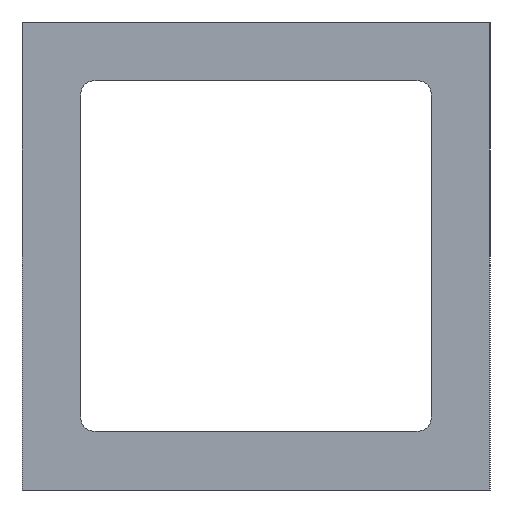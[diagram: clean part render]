
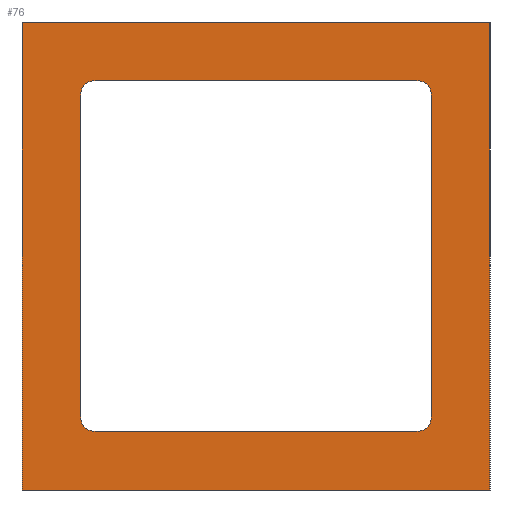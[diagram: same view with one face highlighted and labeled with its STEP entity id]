
A CAD part, left-side view. The second image highlights one B-rep face of the part: STEP entity #76.
In plain terms, the highlighted planar face has unit normal (-1, 0, 0).
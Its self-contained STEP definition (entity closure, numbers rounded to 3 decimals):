
#76 = ADVANCED_FACE( '', ( #92, #93 ), #94, .F. );
#92 = FACE_BOUND( '', #122, .T. );
#93 = FACE_OUTER_BOUND( '', #123, .T. );
#94 = PLANE( '', #124 );
#122 = EDGE_LOOP( '', ( #157, #158, #159, #160, #161, #162, #163, #164 ) );
#123 = EDGE_LOOP( '', ( #165, #166, #167, #168 ) );
#124 = AXIS2_PLACEMENT_3D( '', #169, #170, #171 );
#157 = ORIENTED_EDGE( '', *, *, #268, .T. );
#158 = ORIENTED_EDGE( '', *, *, #269, .T. );
#159 = ORIENTED_EDGE( '', *, *, #270, .T. );
#160 = ORIENTED_EDGE( '', *, *, #271, .T. );
#161 = ORIENTED_EDGE( '', *, *, #272, .T. );
#162 = ORIENTED_EDGE( '', *, *, #273, .T. );
#163 = ORIENTED_EDGE( '', *, *, #274, .T. );
#164 = ORIENTED_EDGE( '', *, *, #275, .T. );
#165 = ORIENTED_EDGE( '', *, *, #264, .F. );
#166 = ORIENTED_EDGE( '', *, *, #276, .F. );
#167 = ORIENTED_EDGE( '', *, *, #277, .F. );
#168 = ORIENTED_EDGE( '', *, *, #278, .F. );
#169 = CARTESIAN_POINT( '', ( -200., -80., -80. ) );
#170 = DIRECTION( '', ( 1., 0., 0. ) );
#171 = DIRECTION( '', ( 0., 1., 0. ) );
#264 = EDGE_CURVE( '', #300, #301, #302, .T. );
#268 = EDGE_CURVE( '', #308, #309, #310, .T. );
#269 = EDGE_CURVE( '', #309, #311, #312, .T. );
#270 = EDGE_CURVE( '', #311, #313, #314, .T. );
#271 = EDGE_CURVE( '', #313, #315, #316, .T. );
#272 = EDGE_CURVE( '', #315, #317, #318, .T. );
#273 = EDGE_CURVE( '', #317, #319, #320, .T. );
#274 = EDGE_CURVE( '', #319, #321, #322, .T. );
#275 = EDGE_CURVE( '', #321, #308, #323, .T. );
#276 = EDGE_CURVE( '', #324, #300, #325, .T. );
#277 = EDGE_CURVE( '', #326, #324, #327, .T. );
#278 = EDGE_CURVE( '', #301, #326, #328, .T. );
#300 = VERTEX_POINT( '', #360 );
#301 = VERTEX_POINT( '', #361 );
#302 = LINE( '', #362, #363 );
#308 = VERTEX_POINT( '', #372 );
#309 = VERTEX_POINT( '', #373 );
#310 = LINE( '', #374, #375 );
#311 = VERTEX_POINT( '', #376 );
#312 = CIRCLE( '', #377, 5. );
#313 = VERTEX_POINT( '', #378 );
#314 = LINE( '', #379, #380 );
#315 = VERTEX_POINT( '', #381 );
#316 = CIRCLE( '', #382, 5. );
#317 = VERTEX_POINT( '', #383 );
#318 = LINE( '', #384, #385 );
#319 = VERTEX_POINT( '', #386 );
#320 = CIRCLE( '', #387, 5. );
#321 = VERTEX_POINT( '', #388 );
#322 = LINE( '', #389, #390 );
#323 = CIRCLE( '', #391, 5. );
#324 = VERTEX_POINT( '', #392 );
#325 = LINE( '', #393, #394 );
#326 = VERTEX_POINT( '', #395 );
#327 = LINE( '', #396, #397 );
#328 = LINE( '', #398, #399 );
#360 = CARTESIAN_POINT( '', ( -200., -80., 80. ) );
#361 = CARTESIAN_POINT( '', ( -200., -80., -80. ) );
#362 = CARTESIAN_POINT( '', ( -200., -80., 80. ) );
#363 = VECTOR( '', #448, 1000. );
#372 = CARTESIAN_POINT( '', ( -200., -55., -60. ) );
#373 = CARTESIAN_POINT( '', ( -200., 55., -60. ) );
#374 = CARTESIAN_POINT( '', ( -200., -60., -60. ) );
#375 = VECTOR( '', #452, 1000. );
#376 = CARTESIAN_POINT( '', ( -200., 60., -55. ) );
#377 = AXIS2_PLACEMENT_3D( '', #453, #454, #455 );
#378 = CARTESIAN_POINT( '', ( -200., 60., 55. ) );
#379 = CARTESIAN_POINT( '', ( -200., 60., -60. ) );
#380 = VECTOR( '', #456, 1000. );
#381 = CARTESIAN_POINT( '', ( -200., 55., 60. ) );
#382 = AXIS2_PLACEMENT_3D( '', #457, #458, #459 );
#383 = CARTESIAN_POINT( '', ( -200., -55., 60. ) );
#384 = CARTESIAN_POINT( '', ( -200., 60., 60. ) );
#385 = VECTOR( '', #460, 1000. );
#386 = CARTESIAN_POINT( '', ( -200., -60., 55. ) );
#387 = AXIS2_PLACEMENT_3D( '', #461, #462, #463 );
#388 = CARTESIAN_POINT( '', ( -200., -60., -55. ) );
#389 = CARTESIAN_POINT( '', ( -200., -60., 60. ) );
#390 = VECTOR( '', #464, 1000. );
#391 = AXIS2_PLACEMENT_3D( '', #465, #466, #467 );
#392 = CARTESIAN_POINT( '', ( -200., 80., 80. ) );
#393 = CARTESIAN_POINT( '', ( -200., 80., 80. ) );
#394 = VECTOR( '', #468, 1000. );
#395 = CARTESIAN_POINT( '', ( -200., 80., -80. ) );
#396 = CARTESIAN_POINT( '', ( -200., 80., -80. ) );
#397 = VECTOR( '', #469, 1000. );
#398 = CARTESIAN_POINT( '', ( -200., -80., -80. ) );
#399 = VECTOR( '', #470, 1000. );
#448 = DIRECTION( '', ( 0., 0., -1. ) );
#452 = DIRECTION( '', ( 0., 1., 0. ) );
#453 = CARTESIAN_POINT( '', ( -200., 55., -55. ) );
#454 = DIRECTION( '', ( 1., 0., 0. ) );
#455 = DIRECTION( '', ( 0., 1., 0. ) );
#456 = DIRECTION( '', ( 0., 0., 1. ) );
#457 = CARTESIAN_POINT( '', ( -200., 55., 55. ) );
#458 = DIRECTION( '', ( 1., 0., 0. ) );
#459 = DIRECTION( '', ( 0., 1., 0. ) );
#460 = DIRECTION( '', ( 0., -1., 0. ) );
#461 = CARTESIAN_POINT( '', ( -200., -55., 55. ) );
#462 = DIRECTION( '', ( 1., 0., 0. ) );
#463 = DIRECTION( '', ( 0., 1., 0. ) );
#464 = DIRECTION( '', ( 0., 0., -1. ) );
#465 = CARTESIAN_POINT( '', ( -200., -55., -55. ) );
#466 = DIRECTION( '', ( 1., 0., 0. ) );
#467 = DIRECTION( '', ( 0., 1., 0. ) );
#468 = DIRECTION( '', ( 0., -1., 0. ) );
#469 = DIRECTION( '', ( 0., 0., 1. ) );
#470 = DIRECTION( '', ( 0., 1., 0. ) );
